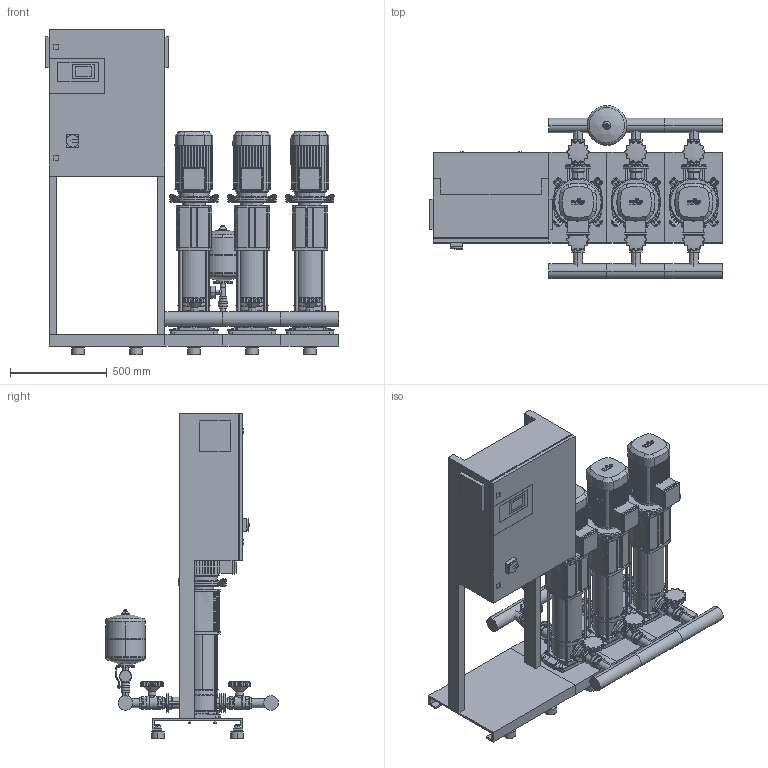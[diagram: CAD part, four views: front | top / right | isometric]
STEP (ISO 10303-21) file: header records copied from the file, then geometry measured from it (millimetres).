
FILE_DESCRIPTION((''),'2;1');
FILE_NAME('3d_COR-3HELIXV1009_K_CC-2534181.stp','2016-01-22T13:56:28',(''),(''),'Mechanical Desktop 2009','Mechanical Desktop 2009',', , ');
FILE_SCHEMA(('CONFIG_CONTROL_DESIGN'));
Length unit declared in the file: millimetre
Products named in the file (1): Product
Bounding box: 1520 x 895.05 x 1685 mm (x, y, z)
Volume: 233298744.5 mm3; surface area: 11382042.1 mm2
Topology: 154 solids, 154 shells, 5236 faces, 13610 edges, 8911 vertices
Faces by surface type: plane 2267, cylinder 1320, bspline 1305, cone 242, torus 82, sphere 20
Entity records: 170797 total; most frequent: CARTESIAN_POINT 42539, ORIENTED_EDGE 27196, DIRECTION 25050, EDGE_CURVE 13598, VERTEX_POINT 8906, VECTOR 8746, LINE 8746, AXIS2_PLACEMENT_3D 8152
